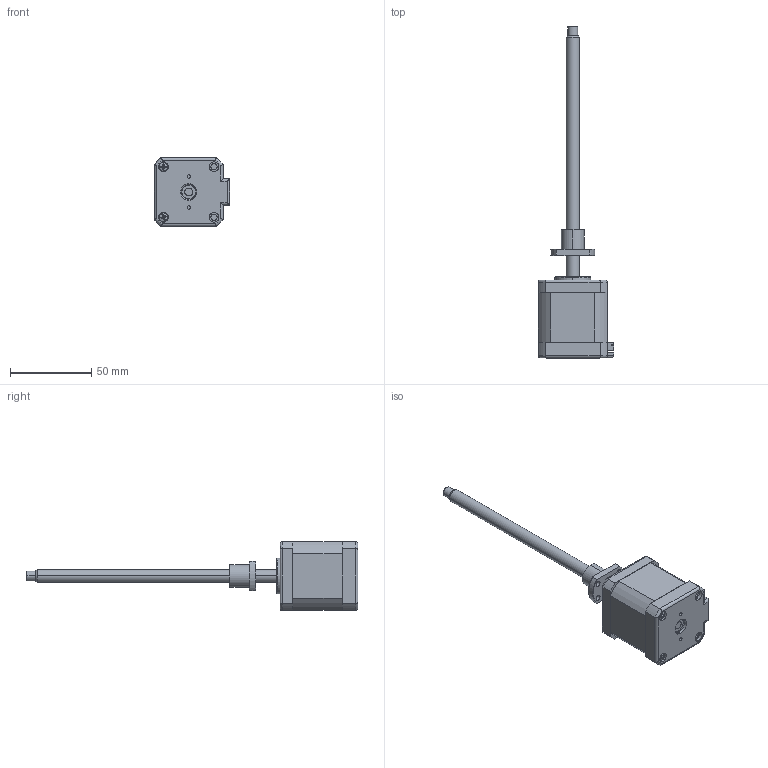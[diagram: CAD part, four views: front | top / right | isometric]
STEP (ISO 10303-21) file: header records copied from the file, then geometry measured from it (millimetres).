
FILE_DESCRIPTION (( 'STEP AP203' ), '1' );
FILE_NAME ('BE176S-B0801-150-AK1-S-200.STEP', '2019-04-11T05:23:08', ( 'Sky123.Org' ), ( 'Sky123.Org' ), 'SwSTEP 2.0', 'SolidWorks 2014', '' );
FILE_SCHEMA (( 'CONFIG_CONTROL_DESIGN' ));
Length unit declared in the file: millimetre
Products named in the file (1): BE176S-B0801-150-AK1-S-200
Bounding box: 46.2 x 203.8 x 42.2 mm (x, y, z)
Surface area: 22302.8 mm2 (no closed solid volume)
Topology: 0 solids, 18 shells, 272 faces, 899 edges, 636 vertices
Faces by surface type: plane 143, cylinder 78, cone 33, torus 14, sphere 4
Entity records: 10289 total; most frequent: CARTESIAN_POINT 2349, DIRECTION 1612, ORIENTED_EDGE 1509, EDGE_CURVE 899, VERTEX_POINT 636, LINE 558, VECTOR 558, AXIS2_PLACEMENT_3D 527
